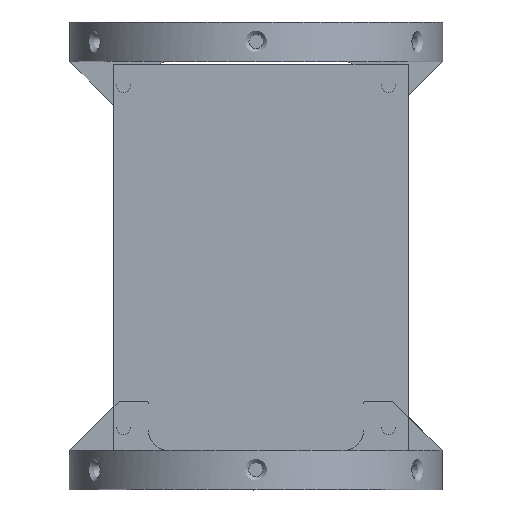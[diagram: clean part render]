
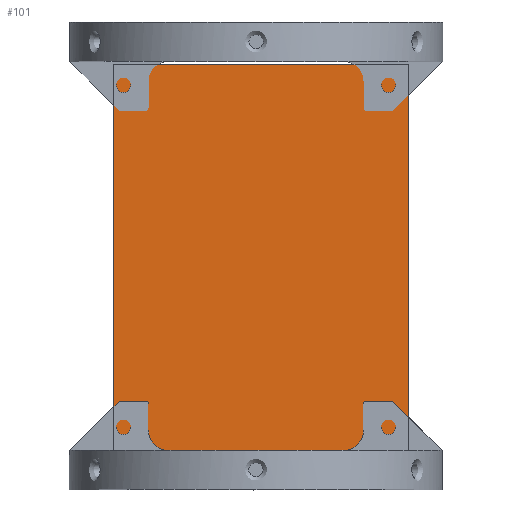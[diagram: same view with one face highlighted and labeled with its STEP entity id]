
A CAD part, top view. The second image highlights one B-rep face of the part: STEP entity #101.
In plain terms, the highlighted face is planar.
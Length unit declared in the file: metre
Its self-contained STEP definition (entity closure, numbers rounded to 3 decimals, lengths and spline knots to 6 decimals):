
#27=ORIENTED_EDGE('',*,*,#37,.F.);
#28=ORIENTED_EDGE('',*,*,#41,.T.);
#29=ORIENTED_EDGE('',*,*,#44,.T.);
#30=ORIENTED_EDGE('',*,*,#46,.F.);
#37=EDGE_CURVE('',#49,#50,#57,.T.);
#41=EDGE_CURVE('',#49,#52,#61,.T.);
#44=EDGE_CURVE('',#52,#54,#64,.T.);
#46=EDGE_CURVE('',#50,#54,#66,.T.);
#49=VERTEX_POINT('',#194);
#50=VERTEX_POINT('',#196);
#52=VERTEX_POINT('',#202);
#54=VERTEX_POINT('',#208);
#57=LINE('',#195,#69);
#61=LINE('',#203,#73);
#64=LINE('',#209,#76);
#66=LINE('',#212,#78);
#69=VECTOR('',#163,1.);
#73=VECTOR('',#169,1.);
#76=VECTOR('',#174,1.);
#78=VECTOR('',#178,1.);
#83=EDGE_LOOP('',(#27,#28,#29,#30));
#89=FACE_BOUND('',#83,.T.);
#95=PLANE('',#151);
#101=ADVANCED_FACE('',(#89),#95,.T.);
#151=AXIS2_PLACEMENT_3D('',#213,#179,#180);
#163=DIRECTION('',(0.,0.,1.));
#169=DIRECTION('',(0.,1.,0.));
#174=DIRECTION('',(0.,0.,1.));
#178=DIRECTION('',(0.,1.,0.));
#179=DIRECTION('',(1.,0.,0.));
#180=DIRECTION('',(0.,0.,-1.));
#194=CARTESIAN_POINT('',(0.005,0.,0.));
#195=CARTESIAN_POINT('',(0.005,0.,0.04));
#196=CARTESIAN_POINT('',(0.005,0.,0.08));
#202=CARTESIAN_POINT('',(0.005,0.06,0.));
#203=CARTESIAN_POINT('',(0.005,0.03,0.));
#208=CARTESIAN_POINT('',(0.005,0.06,0.08));
#209=CARTESIAN_POINT('',(0.005,0.06,0.04));
#212=CARTESIAN_POINT('',(0.005,0.03,0.08));
#213=CARTESIAN_POINT('',(0.005,0.03,0.04));
